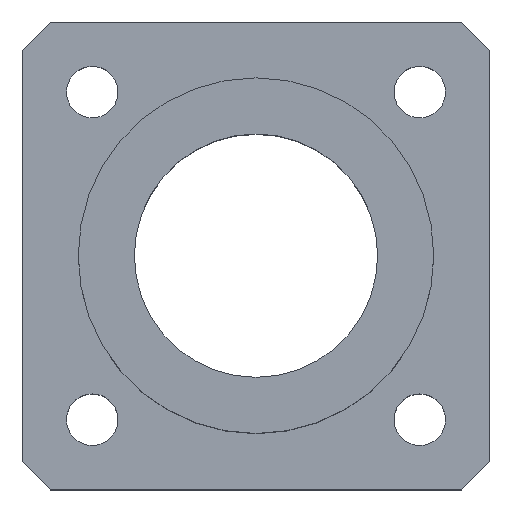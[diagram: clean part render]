
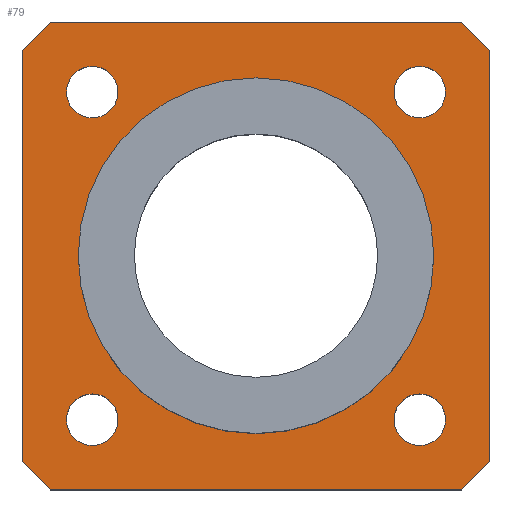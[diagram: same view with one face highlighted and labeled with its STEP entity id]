
A CAD part, top view. The second image highlights one B-rep face of the part: STEP entity #79.
In plain terms, the highlighted planar face has unit normal (0, 0, 1).
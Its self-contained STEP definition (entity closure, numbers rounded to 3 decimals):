
#79 = ADVANCED_FACE( '', ( #166, #167, #168, #169, #170, #171 ), #172, .T. );
#166 = FACE_OUTER_BOUND( '', #249, .T. );
#167 = FACE_BOUND( '', #250, .T. );
#168 = FACE_BOUND( '', #251, .T. );
#169 = FACE_BOUND( '', #252, .T. );
#170 = FACE_BOUND( '', #253, .T. );
#171 = FACE_BOUND( '', #254, .T. );
#172 = PLANE( '', #255 );
#249 = EDGE_LOOP( '', ( #393, #394, #395, #396, #397, #398, #399, #400 ) );
#250 = EDGE_LOOP( '', ( #401 ) );
#251 = EDGE_LOOP( '', ( #402 ) );
#252 = EDGE_LOOP( '', ( #403 ) );
#253 = EDGE_LOOP( '', ( #404 ) );
#254 = EDGE_LOOP( '', ( #405 ) );
#255 = AXIS2_PLACEMENT_3D( '', #406, #407, #408 );
#393 = ORIENTED_EDGE( '', *, *, #453, .T. );
#394 = ORIENTED_EDGE( '', *, *, #457, .T. );
#395 = ORIENTED_EDGE( '', *, *, #439, .T. );
#396 = ORIENTED_EDGE( '', *, *, #462, .T. );
#397 = ORIENTED_EDGE( '', *, *, #449, .T. );
#398 = ORIENTED_EDGE( '', *, *, #455, .T. );
#399 = ORIENTED_EDGE( '', *, *, #412, .T. );
#400 = ORIENTED_EDGE( '', *, *, #431, .T. );
#401 = ORIENTED_EDGE( '', *, *, #459, .F. );
#402 = ORIENTED_EDGE( '', *, *, #415, .F. );
#403 = ORIENTED_EDGE( '', *, *, #442, .F. );
#404 = ORIENTED_EDGE( '', *, *, #446, .F. );
#405 = ORIENTED_EDGE( '', *, *, #464, .T. );
#406 = CARTESIAN_POINT( '', ( 0., 0., 8. ) );
#407 = DIRECTION( '', ( 0., 0., 1. ) );
#408 = DIRECTION( '', ( 1., 0., 0. ) );
#412 = EDGE_CURVE( '', #472, #470, #473, .T. );
#415 = EDGE_CURVE( '', #476, #476, #477, .T. );
#431 = EDGE_CURVE( '', #470, #503, #505, .T. );
#439 = EDGE_CURVE( '', #517, #515, #518, .T. );
#442 = EDGE_CURVE( '', #521, #521, #522, .T. );
#446 = EDGE_CURVE( '', #527, #527, #528, .T. );
#449 = EDGE_CURVE( '', #532, #530, #533, .T. );
#453 = EDGE_CURVE( '', #503, #536, #538, .T. );
#455 = EDGE_CURVE( '', #530, #472, #540, .T. );
#457 = EDGE_CURVE( '', #536, #517, #542, .T. );
#459 = EDGE_CURVE( '', #544, #544, #545, .T. );
#462 = EDGE_CURVE( '', #515, #532, #548, .T. );
#464 = EDGE_CURVE( '', #550, #550, #551, .F. );
#470 = VERTEX_POINT( '', #558 );
#472 = VERTEX_POINT( '', #561 );
#473 = LINE( '', #562, #563 );
#476 = VERTEX_POINT( '', #567 );
#477 = CIRCLE( '', #568, 2.75 );
#503 = VERTEX_POINT( '', #601 );
#505 = LINE( '', #604, #605 );
#515 = VERTEX_POINT( '', #615 );
#517 = VERTEX_POINT( '', #618 );
#518 = LINE( '', #619, #620 );
#521 = VERTEX_POINT( '', #624 );
#522 = CIRCLE( '', #625, 2.75 );
#527 = VERTEX_POINT( '', #630 );
#528 = CIRCLE( '', #631, 2.75 );
#530 = VERTEX_POINT( '', #633 );
#532 = VERTEX_POINT( '', #636 );
#533 = LINE( '', #637, #638 );
#536 = VERTEX_POINT( '', #642 );
#538 = LINE( '', #645, #646 );
#540 = LINE( '', #648, #649 );
#542 = LINE( '', #651, #652 );
#544 = VERTEX_POINT( '', #654 );
#545 = CIRCLE( '', #655, 2.75 );
#548 = LINE( '', #658, #659 );
#550 = VERTEX_POINT( '', #661 );
#551 = CIRCLE( '', #662, 19. );
#558 = CARTESIAN_POINT( '', ( 22., 50., 8. ) );
#561 = CARTESIAN_POINT( '', ( 25., 47., 8. ) );
#562 = CARTESIAN_POINT( '', ( 25., 47., 8. ) );
#563 = VECTOR( '', #666, 1000. );
#567 = CARTESIAN_POINT( '', ( 20.25, 7.5, 8. ) );
#568 = AXIS2_PLACEMENT_3D( '', #668, #669, #670 );
#601 = CARTESIAN_POINT( '', ( -22., 50., 8. ) );
#604 = CARTESIAN_POINT( '', ( 22., 50., 8. ) );
#605 = VECTOR( '', #694, 1000. );
#615 = CARTESIAN_POINT( '', ( -22., 0., 8. ) );
#618 = CARTESIAN_POINT( '', ( -25., 3., 8. ) );
#619 = CARTESIAN_POINT( '', ( -25., 3., 8. ) );
#620 = VECTOR( '', #705, 1000. );
#624 = CARTESIAN_POINT( '', ( -14.75, 42.5, 8. ) );
#625 = AXIS2_PLACEMENT_3D( '', #707, #708, #709 );
#630 = CARTESIAN_POINT( '', ( -14.75, 7.5, 8. ) );
#631 = AXIS2_PLACEMENT_3D( '', #713, #714, #715 );
#633 = CARTESIAN_POINT( '', ( 25., 3., 8. ) );
#636 = CARTESIAN_POINT( '', ( 22., 0., 8. ) );
#637 = CARTESIAN_POINT( '', ( 22., 0., 8. ) );
#638 = VECTOR( '', #717, 1000. );
#642 = CARTESIAN_POINT( '', ( -25., 47., 8. ) );
#645 = CARTESIAN_POINT( '', ( -22., 50., 8. ) );
#646 = VECTOR( '', #720, 1000. );
#648 = CARTESIAN_POINT( '', ( 25., 3., 8. ) );
#649 = VECTOR( '', #721, 1000. );
#651 = CARTESIAN_POINT( '', ( -25., 47., 8. ) );
#652 = VECTOR( '', #722, 1000. );
#654 = CARTESIAN_POINT( '', ( 20.25, 42.5, 8. ) );
#655 = AXIS2_PLACEMENT_3D( '', #723, #724, #725 );
#658 = CARTESIAN_POINT( '', ( -22., 0., 8. ) );
#659 = VECTOR( '', #726, 1000. );
#661 = CARTESIAN_POINT( '', ( 19., 25., 8. ) );
#662 = AXIS2_PLACEMENT_3D( '', #727, #728, #729 );
#666 = DIRECTION( '', ( -0.707, 0.707, 0. ) );
#668 = CARTESIAN_POINT( '', ( 17.5, 7.5, 8. ) );
#669 = DIRECTION( '', ( 0., 0., 1. ) );
#670 = DIRECTION( '', ( 1., 0., 0. ) );
#694 = DIRECTION( '', ( -1., 0., 0. ) );
#705 = DIRECTION( '', ( 0.707, -0.707, 0. ) );
#707 = CARTESIAN_POINT( '', ( -17.5, 42.5, 8. ) );
#708 = DIRECTION( '', ( 0., 0., 1. ) );
#709 = DIRECTION( '', ( 1., 0., 0. ) );
#713 = CARTESIAN_POINT( '', ( -17.5, 7.5, 8. ) );
#714 = DIRECTION( '', ( 0., 0., 1. ) );
#715 = DIRECTION( '', ( 1., 0., 0. ) );
#717 = DIRECTION( '', ( 0.707, 0.707, 0. ) );
#720 = DIRECTION( '', ( -0.707, -0.707, 0. ) );
#721 = DIRECTION( '', ( 0., 1., 0. ) );
#722 = DIRECTION( '', ( 0., -1., 0. ) );
#723 = CARTESIAN_POINT( '', ( 17.5, 42.5, 8. ) );
#724 = DIRECTION( '', ( 0., 0., 1. ) );
#725 = DIRECTION( '', ( 1., 0., 0. ) );
#726 = DIRECTION( '', ( 1., 0., 0. ) );
#727 = CARTESIAN_POINT( '', ( 0., 25., 8. ) );
#728 = DIRECTION( '', ( 0., 0., 1. ) );
#729 = DIRECTION( '', ( 1., 0., 0. ) );
